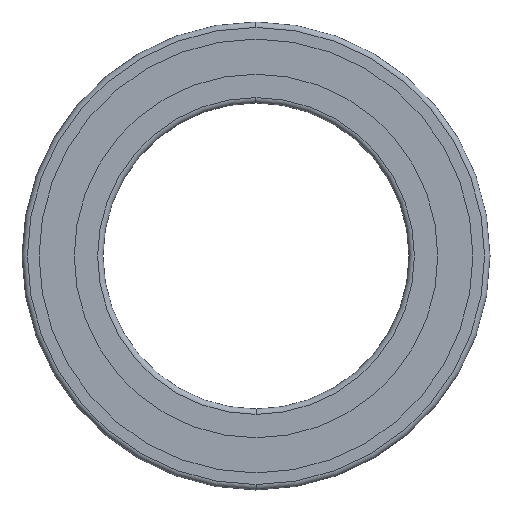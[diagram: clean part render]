
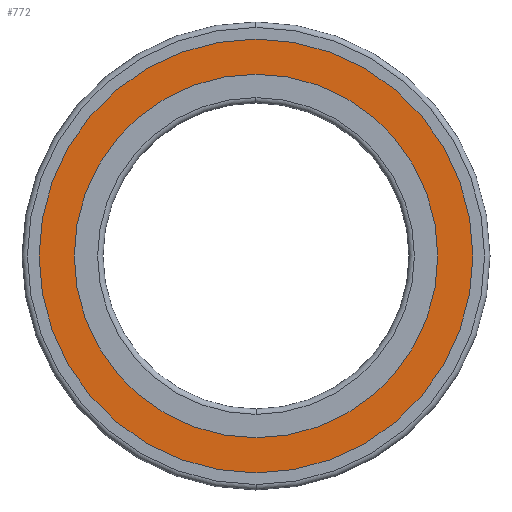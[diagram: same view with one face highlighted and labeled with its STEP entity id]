
A CAD part, left-side view. The second image highlights one B-rep face of the part: STEP entity #772.
In plain terms, the highlighted planar face has unit normal (-1, 0, 0).
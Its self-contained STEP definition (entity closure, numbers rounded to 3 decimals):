
#20 = DIRECTION ( 'NONE',  ( 0., 0., 1. ) ) ;
#21 = DIRECTION ( 'NONE',  ( -1., 0., 0. ) ) ;
#22 = CARTESIAN_POINT ( 'NONE',  ( 0.5, 0., 0. ) ) ;
#40 = CARTESIAN_POINT ( 'NONE',  ( 0.5, 0., 0. ) ) ;
#97 = PLANE ( 'NONE',  #693 ) ;
#98 = CARTESIAN_POINT ( 'NONE',  ( 0.5, 10.1, 0. ) ) ;
#110 = DIRECTION ( 'NONE',  ( 1., 0., 0. ) ) ;
#126 = DIRECTION ( 'NONE',  ( 0., 0., -1. ) ) ;
#159 = DIRECTION ( 'NONE',  ( 0., 0., 1. ) ) ;
#161 = DIRECTION ( 'NONE',  ( -1., 0., 0. ) ) ;
#172 = DIRECTION ( 'NONE',  ( 0., 0., 1. ) ) ;
#173 = DIRECTION ( 'NONE',  ( -1., 0., 0. ) ) ;
#174 = CARTESIAN_POINT ( 'NONE',  ( 0.5, 0., 0. ) ) ;
#181 = DIRECTION ( 'NONE',  ( 0., 0., 1. ) ) ;
#182 = DIRECTION ( 'NONE',  ( -1., 0., 0. ) ) ;
#183 = CARTESIAN_POINT ( 'NONE',  ( 0.5, 0., 0. ) ) ;
#199 = CARTESIAN_POINT ( 'NONE',  ( 0.5, 0., 10.1 ) ) ;
#227 = CARTESIAN_POINT ( 'NONE',  ( 0.5, 0., -10.1 ) ) ;
#254 = CARTESIAN_POINT ( 'NONE',  ( 0.5, 0., -12.05 ) ) ;
#269 = CARTESIAN_POINT ( 'NONE',  ( 0.5, 0., 12.05 ) ) ;
#297 = FACE_BOUND ( 'NONE', #597, .T. ) ;
#332 = FACE_OUTER_BOUND ( 'NONE', #594, .T. ) ;
#335 = CIRCLE ( 'NONE', #732, 10.1 ) ;
#356 = CIRCLE ( 'NONE', #613, 10.1 ) ;
#365 = CIRCLE ( 'NONE', #615, 12.05 ) ;
#405 = CIRCLE ( 'NONE', #640, 12.05 ) ;
#414 = ORIENTED_EDGE ( 'NONE', *, *, #676, .F. ) ;
#415 = ORIENTED_EDGE ( 'NONE', *, *, #691, .F. ) ;
#417 = ORIENTED_EDGE ( 'NONE', *, *, #635, .T. ) ;
#418 = ORIENTED_EDGE ( 'NONE', *, *, #672, .T. ) ;
#551 = VERTEX_POINT ( 'NONE', #269 ) ;
#553 = VERTEX_POINT ( 'NONE', #254 ) ;
#561 = VERTEX_POINT ( 'NONE', #227 ) ;
#575 = VERTEX_POINT ( 'NONE', #199 ) ;
#594 = EDGE_LOOP ( 'NONE', ( #417, #418 ) ) ;
#597 = EDGE_LOOP ( 'NONE', ( #414, #415 ) ) ;
#613 = AXIS2_PLACEMENT_3D ( 'NONE', #174, #173, #172 ) ;
#615 = AXIS2_PLACEMENT_3D ( 'NONE', #183, #182, #181 ) ;
#635 = EDGE_CURVE ( 'NONE', #551, #553, #405, .T. ) ;
#640 = AXIS2_PLACEMENT_3D ( 'NONE', #40, #161, #159 ) ;
#672 = EDGE_CURVE ( 'NONE', #553, #551, #365, .T. ) ;
#676 = EDGE_CURVE ( 'NONE', #575, #561, #356, .T. ) ;
#691 = EDGE_CURVE ( 'NONE', #561, #575, #335, .T. ) ;
#693 = AXIS2_PLACEMENT_3D ( 'NONE', #98, #110, #126 ) ;
#732 = AXIS2_PLACEMENT_3D ( 'NONE', #22, #21, #20 ) ;
#772 = ADVANCED_FACE ( 'NONE', ( #297, #332 ), #97, .F. ) ;
